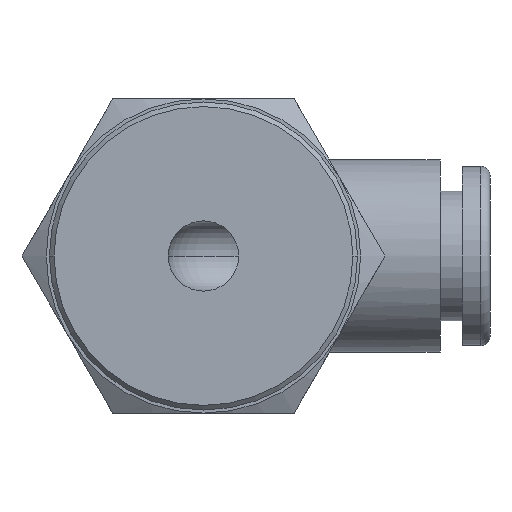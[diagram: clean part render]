
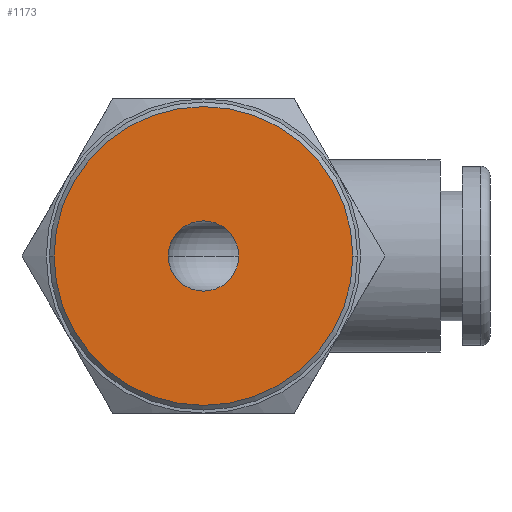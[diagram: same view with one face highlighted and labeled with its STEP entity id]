
A CAD part, front view. The second image highlights one B-rep face of the part: STEP entity #1173.
In plain terms, the highlighted planar face has unit normal (0, -1, 0).
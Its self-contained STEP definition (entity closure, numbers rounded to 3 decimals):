
#55 = DIRECTION ( 'NONE',  ( 0., -1., 0. ) ) ;
#89 = EDGE_LOOP ( 'NONE', ( #1391, #1287 ) ) ;
#95 = EDGE_CURVE ( 'NONE', #1380, #1085, #1914, .T. ) ;
#102 = DIRECTION ( 'NONE',  ( 1., 0., 0. ) ) ;
#142 = CARTESIAN_POINT ( 'NONE',  ( -8.331, -21.4, 0. ) ) ;
#157 = DIRECTION ( 'NONE',  ( 0., 0., 1. ) ) ;
#339 = DIRECTION ( 'NONE',  ( 0., 0., 1. ) ) ;
#383 = CARTESIAN_POINT ( 'NONE',  ( 0., -21.4, -1.9 ) ) ;
#420 = AXIS2_PLACEMENT_3D ( 'NONE', #2168, #55, #1140 ) ;
#470 = VERTEX_POINT ( 'NONE', #1994 ) ;
#503 = AXIS2_PLACEMENT_3D ( 'NONE', #1367, #1055, #157 ) ;
#512 = CARTESIAN_POINT ( 'NONE',  ( 0., -21.4, 0. ) ) ;
#546 = DIRECTION ( 'NONE',  ( 0., -1., 0. ) ) ;
#580 = CARTESIAN_POINT ( 'NONE',  ( -8.081, -21.4, 0. ) ) ;
#636 = AXIS2_PLACEMENT_3D ( 'NONE', #1440, #546, #1860 ) ;
#747 = EDGE_CURVE ( 'NONE', #1085, #1380, #893, .T. ) ;
#795 = AXIS2_PLACEMENT_3D ( 'NONE', #512, #1583, #339 ) ;
#799 = EDGE_CURVE ( 'NONE', #1889, #470, #948, .T. ) ;
#893 = CIRCLE ( 'NONE', #636, 8.081 ) ;
#948 = CIRCLE ( 'NONE', #503, 1.9 ) ;
#1055 = DIRECTION ( 'NONE',  ( 0., 1., 0. ) ) ;
#1057 = CIRCLE ( 'NONE', #795, 1.9 ) ;
#1064 = DIRECTION ( 'NONE',  ( 0., -1., 0. ) ) ;
#1085 = VERTEX_POINT ( 'NONE', #1254 ) ;
#1136 = AXIS2_PLACEMENT_3D ( 'NONE', #142, #1064, #102 ) ;
#1140 = DIRECTION ( 'NONE',  ( 1., 0., 0. ) ) ;
#1173 = ADVANCED_FACE ( 'NONE', ( #1330, #1518 ), #2258, .T. ) ;
#1251 = ORIENTED_EDGE ( 'NONE', *, *, #799, .T. ) ;
#1254 = CARTESIAN_POINT ( 'NONE',  ( 8.081, -21.4, 0. ) ) ;
#1287 = ORIENTED_EDGE ( 'NONE', *, *, #747, .T. ) ;
#1330 = FACE_BOUND ( 'NONE', #2020, .T. ) ;
#1367 = CARTESIAN_POINT ( 'NONE',  ( 0., -21.4, 0. ) ) ;
#1380 = VERTEX_POINT ( 'NONE', #580 ) ;
#1391 = ORIENTED_EDGE ( 'NONE', *, *, #95, .T. ) ;
#1440 = CARTESIAN_POINT ( 'NONE',  ( 0., -21.4, 0. ) ) ;
#1518 = FACE_OUTER_BOUND ( 'NONE', #89, .T. ) ;
#1583 = DIRECTION ( 'NONE',  ( 0., 1., 0. ) ) ;
#1860 = DIRECTION ( 'NONE',  ( 1., 0., 0. ) ) ;
#1865 = ORIENTED_EDGE ( 'NONE', *, *, #2171, .T. ) ;
#1889 = VERTEX_POINT ( 'NONE', #383 ) ;
#1914 = CIRCLE ( 'NONE', #420, 8.081 ) ;
#1994 = CARTESIAN_POINT ( 'NONE',  ( 0., -21.4, 1.9 ) ) ;
#2020 = EDGE_LOOP ( 'NONE', ( #1251, #1865 ) ) ;
#2168 = CARTESIAN_POINT ( 'NONE',  ( 0., -21.4, 0. ) ) ;
#2171 = EDGE_CURVE ( 'NONE', #470, #1889, #1057, .T. ) ;
#2258 = PLANE ( 'NONE',  #1136 ) ;
